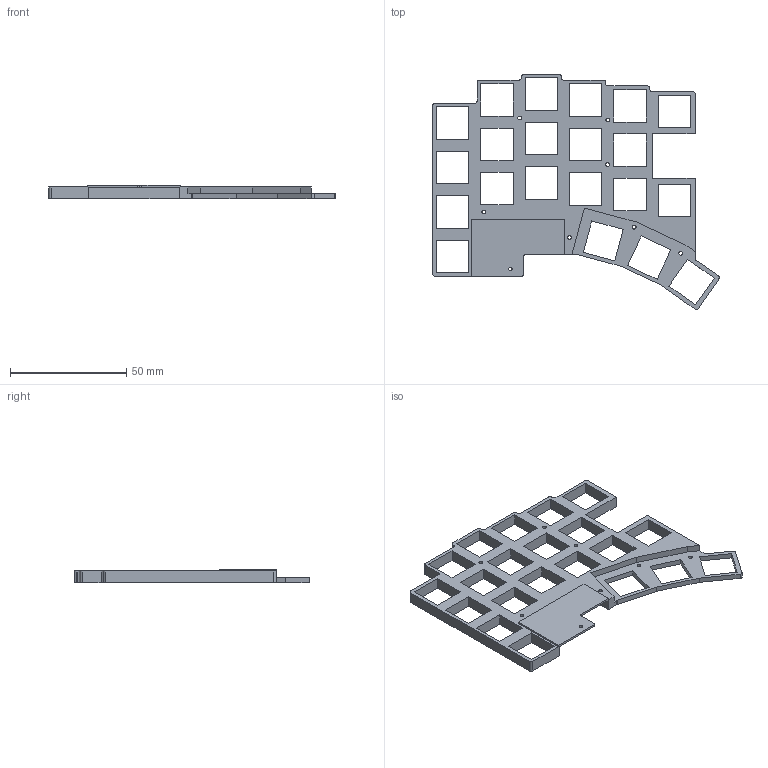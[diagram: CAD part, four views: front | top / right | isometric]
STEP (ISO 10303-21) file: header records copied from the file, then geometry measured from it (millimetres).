
FILE_DESCRIPTION(/* description */ ('KiCad electronic assembly'),/* implementation_level */ '2;1');
FILE_NAME(/* name */ 'pinkeybd_L_top_plate.step',/* time_stamp */ '2025-09-22T14:15:00+09:00',/* author */ (''),/* organization */ (''),/* preprocessor_version */ 'ST-DEVELOPER v20.1',/* originating_system */ 'Autodesk Translation Framework v14.17.0.0',/* authorisation */ '');
FILE_SCHEMA (('AUTOMOTIVE_DESIGN { 1 0 10303 214 3 1 1 }'));
Length unit declared in the file: millimetre
Products named in the file (1): pinkeybd_L 1
Bounding box: 123.02 x 101.08 x 5.7 mm (x, y, z)
Volume: 18036.4 mm3; surface area: 17402.5 mm2
Topology: 1 solids, 1 shells, 164 faces, 471 edges, 314 vertices
Faces by surface type: plane 131, cylinder 33
Full cylindrical faces by diameter (mm): 1.5 x1, 1.623 x7, 4.3 x5
Entity records: 5459 total; most frequent: CARTESIAN_POINT 950, ORIENTED_EDGE 942, DIRECTION 867, EDGE_CURVE 471, LINE 405, VECTOR 405, VERTEX_POINT 314, AXIS2_PLACEMENT_3D 231
